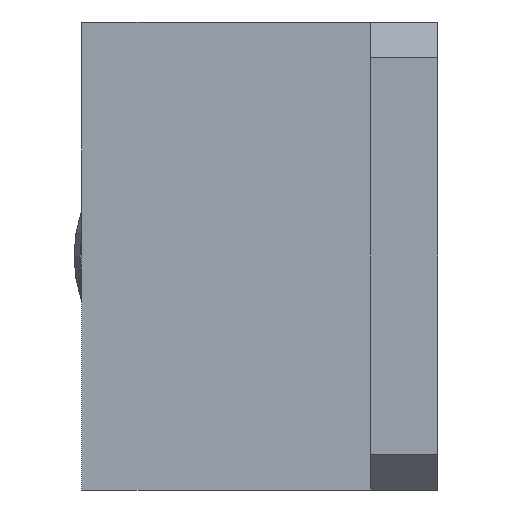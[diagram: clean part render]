
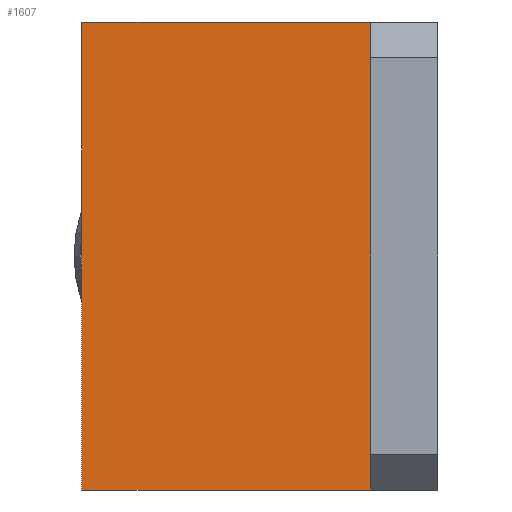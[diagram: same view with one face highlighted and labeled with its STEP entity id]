
A CAD part, front view. The second image highlights one B-rep face of the part: STEP entity #1607.
In plain terms, the highlighted planar face has unit normal (0, -1, 0).
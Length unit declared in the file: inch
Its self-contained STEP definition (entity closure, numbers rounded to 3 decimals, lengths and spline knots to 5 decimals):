
#5 = DIRECTION ( 'NONE',  ( 1., 0., 0. ) ) ;
#213 = EDGE_CURVE ( 'NONE', #627, #1742, #537, .T. ) ;
#222 = CARTESIAN_POINT ( 'NONE',  ( -0.189, -0.33, 0.657 ) ) ;
#280 = VERTEX_POINT ( 'NONE', #1029 ) ;
#293 = EDGE_CURVE ( 'NONE', #627, #1182, #1458, .T. ) ;
#311 = PLANE ( 'NONE',  #1332 ) ;
#330 = DIRECTION ( 'NONE',  ( 0., 0., -1. ) ) ;
#337 = EDGE_CURVE ( 'NONE', #1182, #280, #1324, .T. ) ;
#488 = ORIENTED_EDGE ( 'NONE', *, *, #337, .T. ) ;
#497 = CARTESIAN_POINT ( 'NONE',  ( -0.189, -0.33, 0. ) ) ;
#527 = VECTOR ( 'NONE', #865, 39.37008 ) ;
#537 = LINE ( 'NONE', #845, #558 ) ;
#558 = VECTOR ( 'NONE', #1530, 39.37008 ) ;
#609 = CARTESIAN_POINT ( 'NONE',  ( -1., -0.33, -0.657 ) ) ;
#618 = CARTESIAN_POINT ( 'NONE',  ( -1., -0.33, 0.657 ) ) ;
#627 = VERTEX_POINT ( 'NONE', #618 ) ;
#642 = EDGE_CURVE ( 'NONE', #1742, #280, #1087, .T. ) ;
#843 = ORIENTED_EDGE ( 'NONE', *, *, #293, .T. ) ;
#845 = CARTESIAN_POINT ( 'NONE',  ( -1., -0.33, 0.657 ) ) ;
#865 = DIRECTION ( 'NONE',  ( 0., 0., -1. ) ) ;
#884 = CARTESIAN_POINT ( 'NONE',  ( -1., -0.33, 0.657 ) ) ;
#918 = FACE_OUTER_BOUND ( 'NONE', #1802, .T. ) ;
#1021 = CARTESIAN_POINT ( 'NONE',  ( -1., -0.33, -0.657 ) ) ;
#1029 = CARTESIAN_POINT ( 'NONE',  ( -0.189, -0.33, -0.657 ) ) ;
#1039 = CARTESIAN_POINT ( 'NONE',  ( -1., -0.33, 0.657 ) ) ;
#1087 = LINE ( 'NONE', #497, #1311 ) ;
#1182 = VERTEX_POINT ( 'NONE', #609 ) ;
#1189 = DIRECTION ( 'NONE',  ( 0., 0., -1. ) ) ;
#1222 = ORIENTED_EDGE ( 'NONE', *, *, #213, .F. ) ;
#1311 = VECTOR ( 'NONE', #1189, 39.37008 ) ;
#1324 = LINE ( 'NONE', #1021, #1698 ) ;
#1332 = AXIS2_PLACEMENT_3D ( 'NONE', #884, #1625, #330 ) ;
#1458 = LINE ( 'NONE', #1039, #527 ) ;
#1515 = ORIENTED_EDGE ( 'NONE', *, *, #642, .F. ) ;
#1530 = DIRECTION ( 'NONE',  ( 1., 0., 0. ) ) ;
#1607 = ADVANCED_FACE ( 'NONE', ( #918 ), #311, .T. ) ;
#1625 = DIRECTION ( 'NONE',  ( 0., -1., 0. ) ) ;
#1698 = VECTOR ( 'NONE', #5, 39.37008 ) ;
#1742 = VERTEX_POINT ( 'NONE', #222 ) ;
#1802 = EDGE_LOOP ( 'NONE', ( #1515, #1222, #843, #488 ) ) ;
